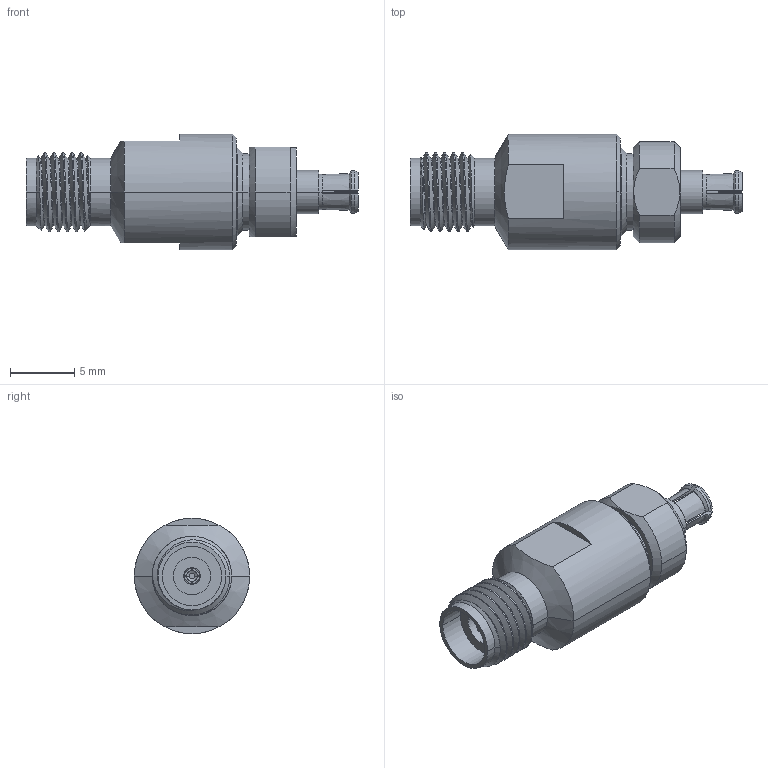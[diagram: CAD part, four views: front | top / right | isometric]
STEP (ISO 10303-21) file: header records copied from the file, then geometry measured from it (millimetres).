
FILE_DESCRIPTION (( 'STEP AP214' ), '1' );
FILE_NAME ('FMAD10161_3D.step', '2026-03-10T19:35:37', ( '' ), ( '' ), 'SwSTEP 2.0', 'SolidWorks 2025', '' );
FILE_SCHEMA (( 'AUTOMOTIVE_DESIGN' ));
Length unit declared in the file: millimetre
Products named in the file (1): FMAD10161_3D
Bounding box: 25.9 x 9 x 9 mm (x, y, z)
Volume: 1099.5 mm3; surface area: 1028 mm2
Topology: 2 solids, 2 shells, 179 faces, 436 edges, 266 vertices
Faces by surface type: plane 68, cone 59, cylinder 48, bspline 4
Entity records: 6740 total; most frequent: CARTESIAN_POINT 2666, ORIENTED_EDGE 868, DIRECTION 840, EDGE_CURVE 434, AXIS2_PLACEMENT_3D 352, VERTEX_POINT 266, EDGE_LOOP 186, FACE_OUTER_BOUND 179
